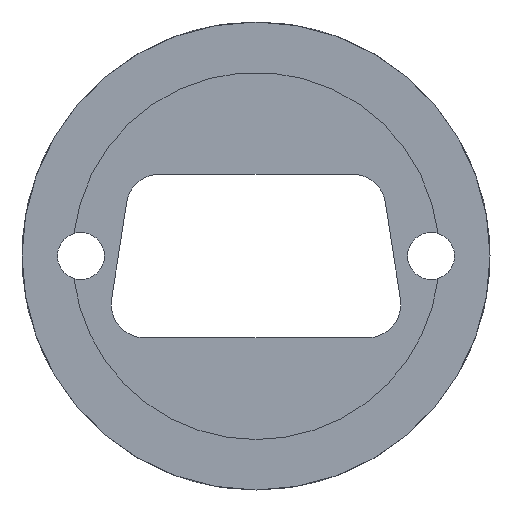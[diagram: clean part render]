
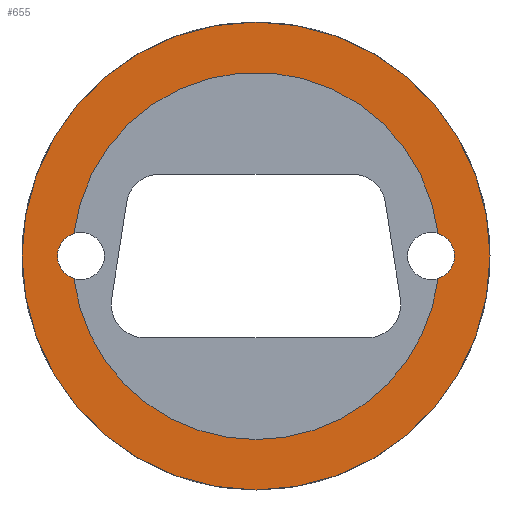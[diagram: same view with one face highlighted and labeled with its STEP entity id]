
A CAD part, front view. The second image highlights one B-rep face of the part: STEP entity #655.
In plain terms, the highlighted planar face has unit normal (0, -1, 0).
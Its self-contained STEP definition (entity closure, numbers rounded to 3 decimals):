
#55 = AXIS2_PLACEMENT_3D ( 'NONE', #522, #421, #216 ) ;
#75 = EDGE_CURVE ( 'NONE', #315, #339, #675, .T. ) ;
#106 = CARTESIAN_POINT ( 'NONE',  ( 0., 7., 0. ) ) ;
#148 = CIRCLE ( 'NONE', #381, 1.677 ) ;
#152 = DIRECTION ( 'NONE',  ( 0., 0., 1. ) ) ;
#179 = EDGE_CURVE ( 'NONE', #315, #308, #882, .T. ) ;
#199 = EDGE_CURVE ( 'NONE', #642, #636, #148, .T. ) ;
#202 = DIRECTION ( 'NONE',  ( 0., 1., 0. ) ) ;
#209 = DIRECTION ( 'NONE',  ( 0., 0., 1. ) ) ;
#216 = DIRECTION ( 'NONE',  ( 0., 0., 1. ) ) ;
#220 = VERTEX_POINT ( 'NONE', #532 ) ;
#277 = ORIENTED_EDGE ( 'NONE', *, *, #645, .F. ) ;
#302 = DIRECTION ( 'NONE',  ( 0., -1., 0. ) ) ;
#307 = CARTESIAN_POINT ( 'NONE',  ( 13.002, 7., -1.599 ) ) ;
#308 = VERTEX_POINT ( 'NONE', #931 ) ;
#315 = VERTEX_POINT ( 'NONE', #307 ) ;
#328 = AXIS2_PLACEMENT_3D ( 'NONE', #658, #964, #860 ) ;
#339 = VERTEX_POINT ( 'NONE', #917 ) ;
#341 = EDGE_CURVE ( 'NONE', #220, #808, #951, .T. ) ;
#352 = CARTESIAN_POINT ( 'NONE',  ( -13.002, 7., -1.599 ) ) ;
#353 = EDGE_CURVE ( 'NONE', #642, #308, #365, .T. ) ;
#365 = CIRCLE ( 'NONE', #519, 13.1 ) ;
#381 = AXIS2_PLACEMENT_3D ( 'NONE', #701, #302, #209 ) ;
#411 = CARTESIAN_POINT ( 'NONE',  ( 0., 7., 0. ) ) ;
#413 = CIRCLE ( 'NONE', #486, 16.7 ) ;
#421 = DIRECTION ( 'NONE',  ( 0., -1., 0. ) ) ;
#432 = ORIENTED_EDGE ( 'NONE', *, *, #664, .T. ) ;
#471 = CARTESIAN_POINT ( 'NONE',  ( 0., 7., -16.7 ) ) ;
#475 = AXIS2_PLACEMENT_3D ( 'NONE', #1130, #828, #897 ) ;
#486 = AXIS2_PLACEMENT_3D ( 'NONE', #868, #556, #152 ) ;
#519 = AXIS2_PLACEMENT_3D ( 'NONE', #411, #944, #737 ) ;
#521 = CARTESIAN_POINT ( 'NONE',  ( -13.002, 7., 1.599 ) ) ;
#522 = CARTESIAN_POINT ( 'NONE',  ( 12.497, 7., 0. ) ) ;
#532 = CARTESIAN_POINT ( 'NONE',  ( 0., 7., 16.7 ) ) ;
#556 = DIRECTION ( 'NONE',  ( 0., 1., 0. ) ) ;
#559 = DIRECTION ( 'NONE',  ( 0., 0., 1. ) ) ;
#614 = ORIENTED_EDGE ( 'NONE', *, *, #353, .T. ) ;
#636 = VERTEX_POINT ( 'NONE', #352 ) ;
#642 = VERTEX_POINT ( 'NONE', #521 ) ;
#645 = EDGE_CURVE ( 'NONE', #808, #220, #413, .T. ) ;
#655 = ADVANCED_FACE ( 'NONE', ( #962, #1228 ), #870, .F. ) ;
#656 = ORIENTED_EDGE ( 'NONE', *, *, #75, .T. ) ;
#658 = CARTESIAN_POINT ( 'NONE',  ( 0., 7., 0. ) ) ;
#661 = CIRCLE ( 'NONE', #328, 13.1 ) ;
#664 = EDGE_CURVE ( 'NONE', #339, #636, #661, .T. ) ;
#675 = CIRCLE ( 'NONE', #475, 13.1 ) ;
#698 = ORIENTED_EDGE ( 'NONE', *, *, #179, .F. ) ;
#701 = CARTESIAN_POINT ( 'NONE',  ( -12.497, 7., 0. ) ) ;
#737 = DIRECTION ( 'NONE',  ( 0., 0., 1. ) ) ;
#795 = ORIENTED_EDGE ( 'NONE', *, *, #199, .F. ) ;
#808 = VERTEX_POINT ( 'NONE', #471 ) ;
#809 = EDGE_LOOP ( 'NONE', ( #656, #432, #795, #614, #698 ) ) ;
#828 = DIRECTION ( 'NONE',  ( 0., 1., 0. ) ) ;
#860 = DIRECTION ( 'NONE',  ( 0., 0., 1. ) ) ;
#868 = CARTESIAN_POINT ( 'NONE',  ( 0., 7., 0. ) ) ;
#870 = PLANE ( 'NONE',  #935 ) ;
#882 = CIRCLE ( 'NONE', #55, 1.677 ) ;
#897 = DIRECTION ( 'NONE',  ( 0., 0., 1. ) ) ;
#917 = CARTESIAN_POINT ( 'NONE',  ( 0., 7., -13.1 ) ) ;
#931 = CARTESIAN_POINT ( 'NONE',  ( 13.002, 7., 1.599 ) ) ;
#935 = AXIS2_PLACEMENT_3D ( 'NONE', #1056, #1164, #559 ) ;
#944 = DIRECTION ( 'NONE',  ( 0., 1., 0. ) ) ;
#951 = CIRCLE ( 'NONE', #1271, 16.7 ) ;
#962 = FACE_BOUND ( 'NONE', #809, .T. ) ;
#964 = DIRECTION ( 'NONE',  ( 0., 1., 0. ) ) ;
#1054 = EDGE_LOOP ( 'NONE', ( #277, #1078 ) ) ;
#1056 = CARTESIAN_POINT ( 'NONE',  ( 0., 7., 0. ) ) ;
#1078 = ORIENTED_EDGE ( 'NONE', *, *, #341, .F. ) ;
#1130 = CARTESIAN_POINT ( 'NONE',  ( 0., 7., 0. ) ) ;
#1164 = DIRECTION ( 'NONE',  ( 0., 1., 0. ) ) ;
#1210 = DIRECTION ( 'NONE',  ( 0., 0., 1. ) ) ;
#1228 = FACE_OUTER_BOUND ( 'NONE', #1054, .T. ) ;
#1271 = AXIS2_PLACEMENT_3D ( 'NONE', #106, #202, #1210 ) ;
